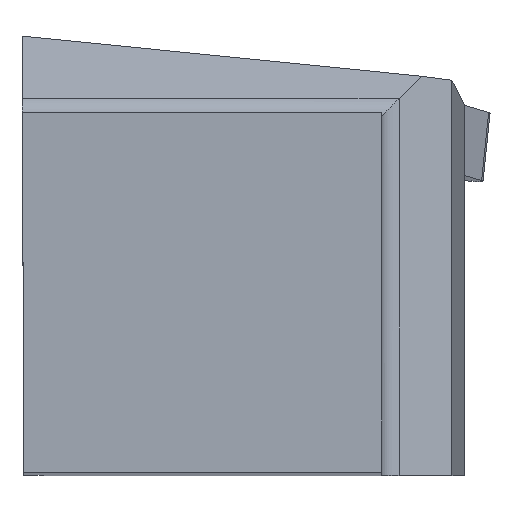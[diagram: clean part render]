
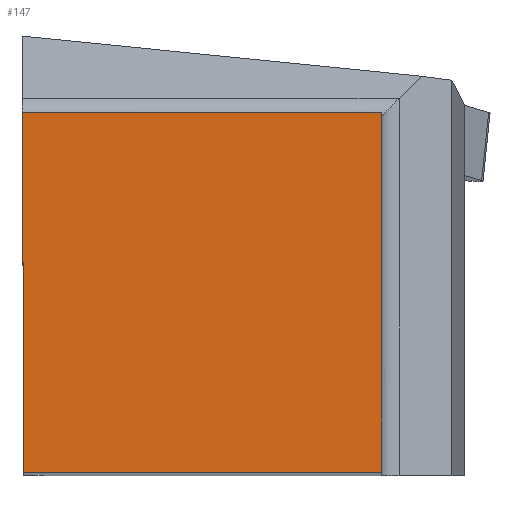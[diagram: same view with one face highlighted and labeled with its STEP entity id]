
A CAD part, top view. The second image highlights one B-rep face of the part: STEP entity #147.
In plain terms, the highlighted planar face has unit normal (0, 0, 1).
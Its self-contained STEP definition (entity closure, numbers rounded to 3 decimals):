
#118=FACE_OUTER_BOUND('',#332,.T.);
#147=ADVANCED_FACE('SHANK_FACE_BACK',(#118),#174,.F.);
#174=PLANE('',#727);
#225=LINE('',#1052,#284);
#230=LINE('',#1060,#289);
#233=LINE('',#1068,#292);
#234=LINE('',#1070,#293);
#284=VECTOR('',#849,1.);
#289=VECTOR('',#858,1.);
#292=VECTOR('',#865,1.);
#293=VECTOR('',#866,1.);
#332=EDGE_LOOP('',(#441,#442,#443,#444));
#441=ORIENTED_EDGE('',*,*,#602,.F.);
#442=ORIENTED_EDGE('',*,*,#597,.T.);
#443=ORIENTED_EDGE('',*,*,#606,.T.);
#444=ORIENTED_EDGE('',*,*,#607,.F.);
#531=VERTEX_POINT('',#1042);
#535=VERTEX_POINT('',#1051);
#537=VERTEX_POINT('',#1061);
#540=VERTEX_POINT('',#1069);
#597=EDGE_CURVE('',#531,#535,#225,.T.);
#602=EDGE_CURVE('',#531,#537,#230,.T.);
#606=EDGE_CURVE('',#535,#540,#233,.T.);
#607=EDGE_CURVE('',#537,#540,#234,.T.);
#727=AXIS2_PLACEMENT_3D('',#1071,#867,#868);
#849=DIRECTION('',(1.,0.,0.));
#858=DIRECTION('',(-0.004,1.,0.));
#865=DIRECTION('',(0.,1.,0.));
#866=DIRECTION('',(1.,0.,0.));
#867=DIRECTION('',(0.,0.,-1.));
#868=DIRECTION('',(-0.995,0.103,0.));
#1042=CARTESIAN_POINT('',(0.109,0.,0.));
#1051=CARTESIAN_POINT('',(24.875,0.,0.));
#1052=CARTESIAN_POINT('',(-6.744,0.,0.));
#1060=CARTESIAN_POINT('',(0.808,-160.194,0.));
#1061=CARTESIAN_POINT('',(0.,24.875,0.));
#1068=CARTESIAN_POINT('',(24.875,-6.744,0.));
#1069=CARTESIAN_POINT('',(24.875,24.875,0.));
#1070=CARTESIAN_POINT('',(-6.744,24.875,0.));
#1071=CARTESIAN_POINT('',(0.,0.,0.));
